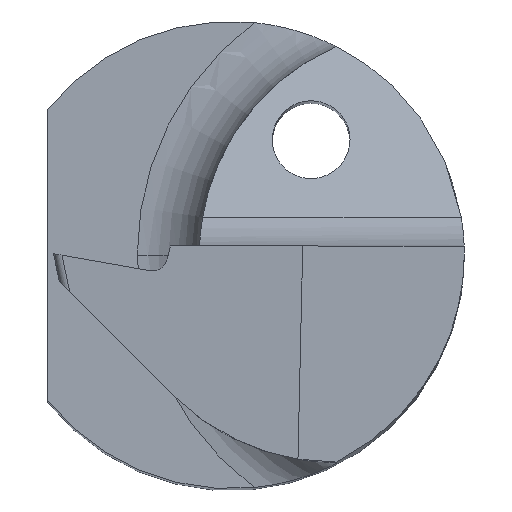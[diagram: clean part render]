
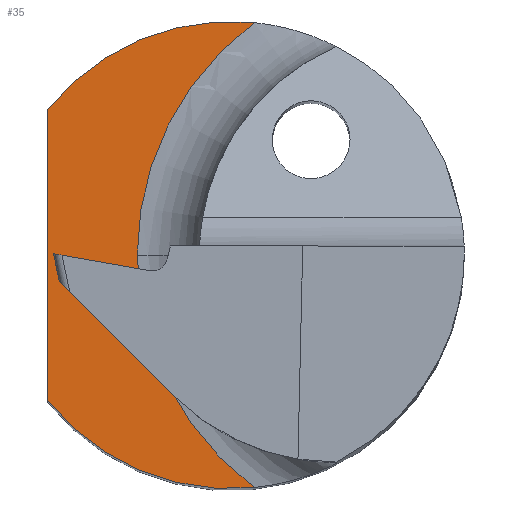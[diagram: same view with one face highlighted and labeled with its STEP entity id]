
A CAD part, top view. The second image highlights one B-rep face of the part: STEP entity #35.
In plain terms, the highlighted planar face has unit normal (0, 0, 1).
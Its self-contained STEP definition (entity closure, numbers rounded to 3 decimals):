
#14 = ORIENTED_EDGE ( 'NONE', *, *, #411, .F. ) ;
#35 = ADVANCED_FACE ( 'NONE', ( #508 ), #438, .T. ) ;
#49 = VECTOR ( 'NONE', #291, 1000. ) ;
#92 = CARTESIAN_POINT ( 'NONE',  ( -1.2, 0., 15.005 ) ) ;
#95 = ORIENTED_EDGE ( 'NONE', *, *, #809, .F. ) ;
#103 = AXIS2_PLACEMENT_3D ( 'NONE', #818, #154, #724 ) ;
#122 = DIRECTION ( 'NONE',  ( -1., 0., 0. ) ) ;
#140 = CARTESIAN_POINT ( 'NONE',  ( 0., 0., 15.005 ) ) ;
#150 = CARTESIAN_POINT ( 'NONE',  ( -2.35, -1.865, 15.005 ) ) ;
#154 = DIRECTION ( 'NONE',  ( 0., 0., 1. ) ) ;
#158 = EDGE_LOOP ( 'NONE', ( #215, #95, #556, #14, #627 ) ) ;
#215 = ORIENTED_EDGE ( 'NONE', *, *, #826, .F. ) ;
#225 = CARTESIAN_POINT ( 'NONE',  ( 2.514, 0., 15.005 ) ) ;
#254 = VERTEX_POINT ( 'NONE', #864 ) ;
#270 = CARTESIAN_POINT ( 'NONE',  ( 0.304, 2.985, 15.005 ) ) ;
#275 = CIRCLE ( 'NONE', #528, 3. ) ;
#283 = DIRECTION ( 'NONE',  ( -1., 0., 0. ) ) ;
#291 = DIRECTION ( 'NONE',  ( 0., 1., 0. ) ) ;
#292 = AXIS2_PLACEMENT_3D ( 'NONE', #140, #884, #514 ) ;
#303 = CARTESIAN_POINT ( 'NONE',  ( 0.304, -2.985, 15.005 ) ) ;
#401 = CIRCLE ( 'NONE', #292, 3. ) ;
#411 = EDGE_CURVE ( 'NONE', #925, #444, #915, .T. ) ;
#420 = CARTESIAN_POINT ( 'NONE',  ( 0., 0., 15.005 ) ) ;
#438 = PLANE ( 'NONE',  #697 ) ;
#444 = VERTEX_POINT ( 'NONE', #303 ) ;
#456 = DIRECTION ( 'NONE',  ( -1., 0., 0. ) ) ;
#504 = DIRECTION ( 'NONE',  ( 0., 0., -1. ) ) ;
#508 = FACE_OUTER_BOUND ( 'NONE', #158, .T. ) ;
#514 = DIRECTION ( 'NONE',  ( -1., 0., 0. ) ) ;
#527 = DIRECTION ( 'NONE',  ( 0., 0., 1. ) ) ;
#528 = AXIS2_PLACEMENT_3D ( 'NONE', #420, #504, #122 ) ;
#556 = ORIENTED_EDGE ( 'NONE', *, *, #608, .F. ) ;
#605 = DIRECTION ( 'NONE',  ( 0., 0., 1. ) ) ;
#608 = EDGE_CURVE ( 'NONE', #444, #787, #275, .T. ) ;
#627 = ORIENTED_EDGE ( 'NONE', *, *, #726, .F. ) ;
#668 = CIRCLE ( 'NONE', #751, 3.714 ) ;
#694 = VERTEX_POINT ( 'NONE', #270 ) ;
#697 = AXIS2_PLACEMENT_3D ( 'NONE', #741, #605, #456 ) ;
#724 = DIRECTION ( 'NONE',  ( -1., 0., 0. ) ) ;
#726 = EDGE_CURVE ( 'NONE', #694, #925, #668, .T. ) ;
#729 = LINE ( 'NONE', #815, #49 ) ;
#741 = CARTESIAN_POINT ( 'NONE',  ( 0.402, -0.122, 15.005 ) ) ;
#751 = AXIS2_PLACEMENT_3D ( 'NONE', #225, #527, #283 ) ;
#787 = VERTEX_POINT ( 'NONE', #150 ) ;
#809 = EDGE_CURVE ( 'NONE', #787, #254, #729, .T. ) ;
#815 = CARTESIAN_POINT ( 'NONE',  ( -2.35, 1.865, 15.005 ) ) ;
#818 = CARTESIAN_POINT ( 'NONE',  ( 2.514, 0., 15.005 ) ) ;
#826 = EDGE_CURVE ( 'NONE', #254, #694, #401, .T. ) ;
#864 = CARTESIAN_POINT ( 'NONE',  ( -2.35, 1.865, 15.005 ) ) ;
#884 = DIRECTION ( 'NONE',  ( 0., 0., -1. ) ) ;
#915 = CIRCLE ( 'NONE', #103, 3.714 ) ;
#925 = VERTEX_POINT ( 'NONE', #92 ) ;
